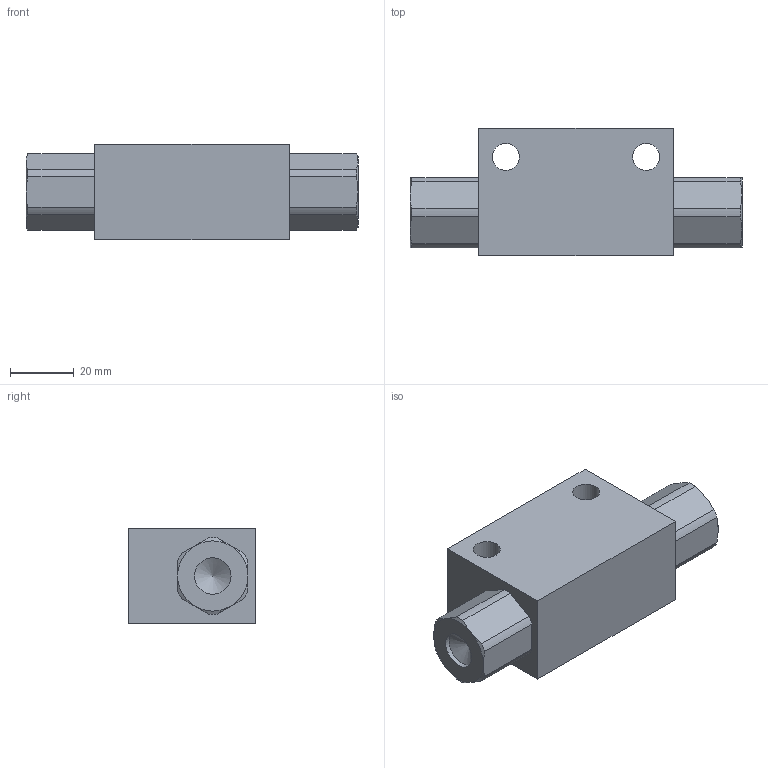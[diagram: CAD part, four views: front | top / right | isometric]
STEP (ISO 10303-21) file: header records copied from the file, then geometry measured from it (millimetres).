
FILE_DESCRIPTION(/* description */ ('Unknown'),/* implementation_level */ '2;1');
FILE_NAME(/* name */ 'V0666',/* time_stamp */ '2017-06-28T12:28:57+02:00',/* author */ ('Unknown'),/* organization */ ('Unknown'),/* preprocessor_version */ 'ST-DEVELOPER v16.7',/* originating_system */ 'DEX',/* authorisation */ $);
FILE_SCHEMA (('AUTOMOTIVE_DESIGN {1 0 10303 214 3 1 1}'));
Length unit declared in the file: millimetre
Products named in the file (1): V0666
Bounding box: 104 x 40 x 30 mm (x, y, z)
Volume: 86208.5 mm3; surface area: 15868.5 mm2
Topology: 1 solids, 1 shells, 54 faces, 130 edges, 82 vertices
Faces by surface type: plane 22, cylinder 18, cone 14
Full cylindrical faces by diameter (mm): 8.5 x2, 11.445 x3, 20 x1
Entity records: 1906 total; most frequent: CARTESIAN_POINT 305, DIRECTION 254, ORIENTED_EDGE 240, EDGE_CURVE 120, AXIS2_PLACEMENT_3D 103, VERTEX_POINT 82, FACE_BOUND 72, EDGE_LOOP 70
